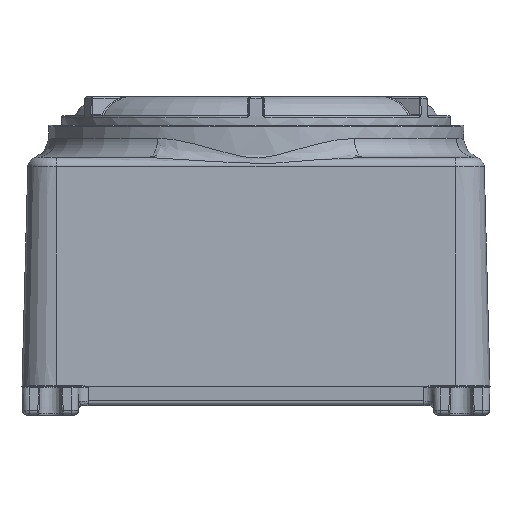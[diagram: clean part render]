
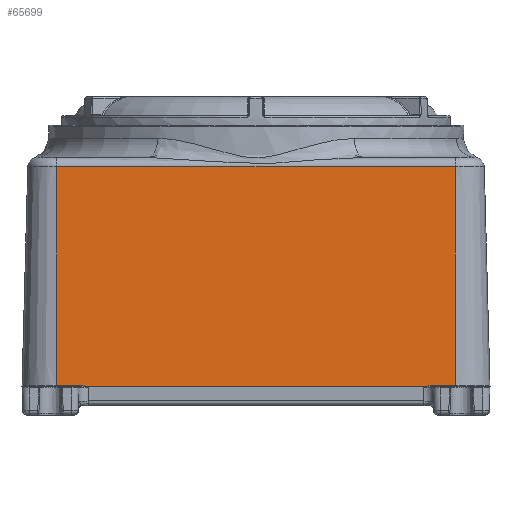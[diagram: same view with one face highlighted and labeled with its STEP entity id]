
A CAD part, front view. The second image highlights one B-rep face of the part: STEP entity #65699.
In plain terms, the highlighted planar face has unit normal (0, -1, 0.026).
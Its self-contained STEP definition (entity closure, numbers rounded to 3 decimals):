
#2886=B_SPLINE_CURVE_WITH_KNOTS('',3,(#118002,#118003,#118004,#118005,#118006),
 .UNSPECIFIED.,.F.,.F.,(4,1,4),(-0.291,-0.145,0.),
 .UNSPECIFIED.);
#2895=B_SPLINE_CURVE_WITH_KNOTS('',3,(#118287,#118288,#118289,#118290,#118291),
 .UNSPECIFIED.,.F.,.F.,(4,1,4),(0.,0.145,0.291),
 .UNSPECIFIED.);
#10247=LINE('',#118016,#16574);
#10261=LINE('',#118297,#16588);
#10285=LINE('',#118644,#16612);
#10417=LINE('',#121045,#16744);
#10425=LINE('',#121079,#16752);
#10426=LINE('',#121081,#16753);
#16574=VECTOR('',#81088,0.394);
#16588=VECTOR('',#81146,0.394);
#16612=VECTOR('',#81256,0.394);
#16744=VECTOR('',#82114,0.394);
#16752=VECTOR('',#82164,0.394);
#16753=VECTOR('',#82167,0.394);
#18864=PLANE('',#69122);
#22914=FACE_OUTER_BOUND('',#26803,.T.);
#26803=EDGE_LOOP('',(#61835,#61836,#61837,#61838,#61839,#61840,#61841,#61842));
#33426=VERTEX_POINT('',#117964);
#33428=VERTEX_POINT('',#118000);
#33430=VERTEX_POINT('',#118014);
#33452=VERTEX_POINT('',#118243);
#33454=VERTEX_POINT('',#118279);
#33456=VERTEX_POINT('',#118293);
#33676=VERTEX_POINT('',#121042);
#33677=VERTEX_POINT('',#121044);
#42585=EDGE_CURVE('',#33428,#33426,#2886,.T.);
#42588=EDGE_CURVE('',#33430,#33428,#10247,.T.);
#42624=EDGE_CURVE('',#33452,#33454,#2895,.T.);
#42627=EDGE_CURVE('',#33454,#33456,#10261,.T.);
#42690=EDGE_CURVE('',#33426,#33452,#10285,.T.);
#43053=EDGE_CURVE('',#33676,#33677,#10417,.T.);
#43071=EDGE_CURVE('',#33676,#33456,#10425,.T.);
#43072=EDGE_CURVE('',#33677,#33430,#10426,.T.);
#61835=ORIENTED_EDGE('',*,*,#42588,.F.);
#61836=ORIENTED_EDGE('',*,*,#43072,.F.);
#61837=ORIENTED_EDGE('',*,*,#43053,.F.);
#61838=ORIENTED_EDGE('',*,*,#43071,.T.);
#61839=ORIENTED_EDGE('',*,*,#42627,.F.);
#61840=ORIENTED_EDGE('',*,*,#42624,.F.);
#61841=ORIENTED_EDGE('',*,*,#42690,.F.);
#61842=ORIENTED_EDGE('',*,*,#42585,.F.);
#65699=ADVANCED_FACE('',(#22914),#18864,.T.);
#69122=AXIS2_PLACEMENT_3D('',#121080,#82165,#82166);
#81088=DIRECTION('',(-1.,0.,0.));
#81146=DIRECTION('',(-1.,0.,0.));
#81256=DIRECTION('',(-1.,0.,0.));
#82114=DIRECTION('',(1.,0.,0.));
#82164=DIRECTION('',(0.,-0.026,-1.));
#82165=DIRECTION('center_axis',(0.,-1.,0.026));
#82166=DIRECTION('ref_axis',(0.,-0.026,-1.));
#82167=DIRECTION('',(0.,-0.026,-1.));
#117964=CARTESIAN_POINT('',(4.476,-5.658,-6.03));
#118000=CARTESIAN_POINT('',(4.586,-5.657,-6.001));
#118002=CARTESIAN_POINT('Ctrl Pts',(4.586,-5.657,
-6.001));
#118003=CARTESIAN_POINT('Ctrl Pts',(4.567,-5.657,
-6.001));
#118004=CARTESIAN_POINT('Ctrl Pts',(4.529,-5.657,
-6.008));
#118005=CARTESIAN_POINT('Ctrl Pts',(4.493,-5.658,
-6.022));
#118006=CARTESIAN_POINT('Ctrl Pts',(4.476,-5.658,
-6.03));
#118014=CARTESIAN_POINT('',(5.25,-5.657,-6.001));
#118016=CARTESIAN_POINT('',(-0.296,-5.657,-6.001));
#118243=CARTESIAN_POINT('',(-4.476,-5.658,-6.03));
#118279=CARTESIAN_POINT('',(-4.586,-5.657,-6.001));
#118287=CARTESIAN_POINT('Ctrl Pts',(-4.476,-5.658,
-6.03));
#118288=CARTESIAN_POINT('Ctrl Pts',(-4.493,-5.658,
-6.022));
#118289=CARTESIAN_POINT('Ctrl Pts',(-4.529,-5.657,-6.008));
#118290=CARTESIAN_POINT('Ctrl Pts',(-4.567,-5.657,
-6.001));
#118291=CARTESIAN_POINT('Ctrl Pts',(-4.586,-5.657,
-6.001));
#118293=CARTESIAN_POINT('',(-5.25,-5.657,-6.001));
#118297=CARTESIAN_POINT('',(-4.954,-5.657,-6.001));
#118644=CARTESIAN_POINT('',(-5.25,-5.658,-6.03));
#121042=CARTESIAN_POINT('',(-5.25,-5.506,-0.243));
#121044=CARTESIAN_POINT('',(5.25,-5.506,-0.243));
#121045=CARTESIAN_POINT('',(-2.625,-5.506,-0.243));
#121079=CARTESIAN_POINT('',(-5.25,-5.5,0.));
#121080=CARTESIAN_POINT('Origin',(-5.25,-5.5,0.));
#121081=CARTESIAN_POINT('',(5.25,-5.5,0.));
